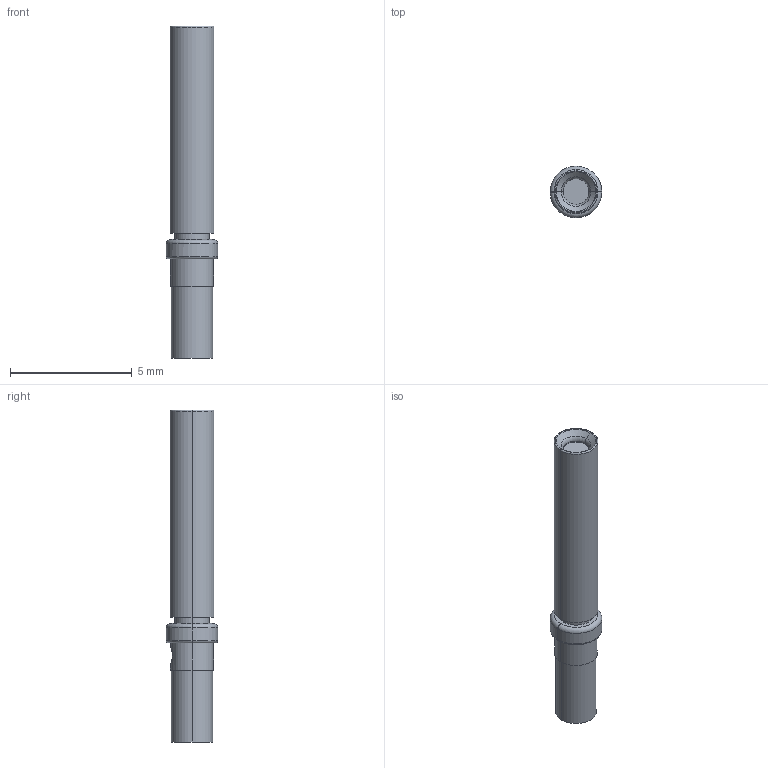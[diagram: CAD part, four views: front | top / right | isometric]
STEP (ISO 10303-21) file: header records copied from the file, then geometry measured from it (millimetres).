
FILE_DESCRIPTION(('STEP AP214'),'1');
FILE_NAME('33b6817_205090-2.stp','2017-05-21T23:48:42',('TraceParts'),('TraceParts S.A.'),'Spatial InterOp 3D',' ',' ');
FILE_SCHEMA(('automotive_design'));
Length unit declared in the file: millimetre
Products named in the file (1): 33b6817_205090-2
Bounding box: 2.12 x 2.12 x 13.63 mm (x, y, z)
Volume: 32.5 mm3; surface area: 89.6 mm2
Topology: 1 solids, 1 shells, 42 faces, 86 edges, 52 vertices
Faces by surface type: cylinder 17, torus 14, plane 7, cone 4
Entity records: 1191 total; most frequent: CARTESIAN_POINT 241, DIRECTION 230, ORIENTED_EDGE 172, AXIS2_PLACEMENT_3D 105, EDGE_CURVE 86, CIRCLE 62, VERTEX_POINT 52, EDGE_LOOP 48
